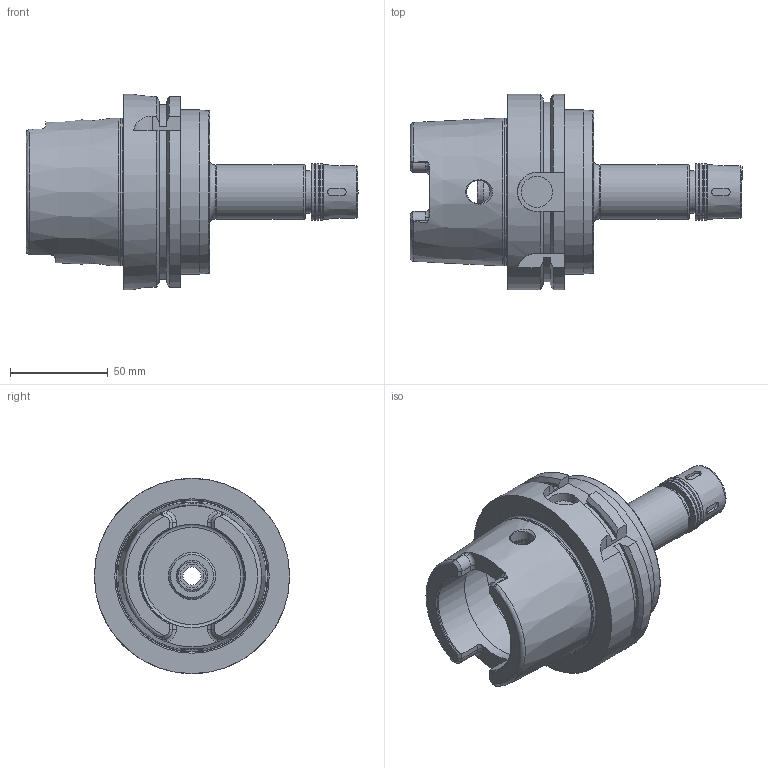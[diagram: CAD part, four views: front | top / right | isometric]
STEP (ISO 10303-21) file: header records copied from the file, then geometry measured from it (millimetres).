
FILE_DESCRIPTION((''),'2;1');
FILE_NAME('538077009120-3D.stp','2020-01-13T09:40:17',('nttooll'),(''),'Autodesk Inventor 2012','Autodesk Inventor 2012','');
FILE_SCHEMA(('AUTOMOTIVE_DESIGN { 1 0 10303 214 1 1 1 1 }'));
Length unit declared in the file: millimetre
Products named in the file (1): 538077009120-3D
Bounding box: 170 x 100 x 100 mm (x, y, z)
Volume: 379171.5 mm3; surface area: 66450.2 mm2
Topology: 1 solids, 1 shells, 182 faces, 429 edges, 269 vertices
Faces by surface type: plane 70, cylinder 56, cone 39, torus 17
Full cylindrical faces by diameter (mm): 9.3 x1, 10 x1, 10.5 x1, 12 x3, 13 x1, 13.5 x1, 15.3 x1, 15.5 x1, 16 x2, 19 x1, 22 x1, 24 x1, 27.6 x1, 28 x1, 29 x3, 53 x1, 53.8 x1, 63 x1, 75.3 x1, 84 x1, 100 x1
Entity records: 5315 total; most frequent: CARTESIAN_POINT 1432, DIRECTION 819, ORIENTED_EDGE 716, EDGE_CURVE 358, AXIS2_PLACEMENT_3D 348, EDGE_LOOP 267, VERTEX_POINT 257, FACE_OUTER_BOUND 182
